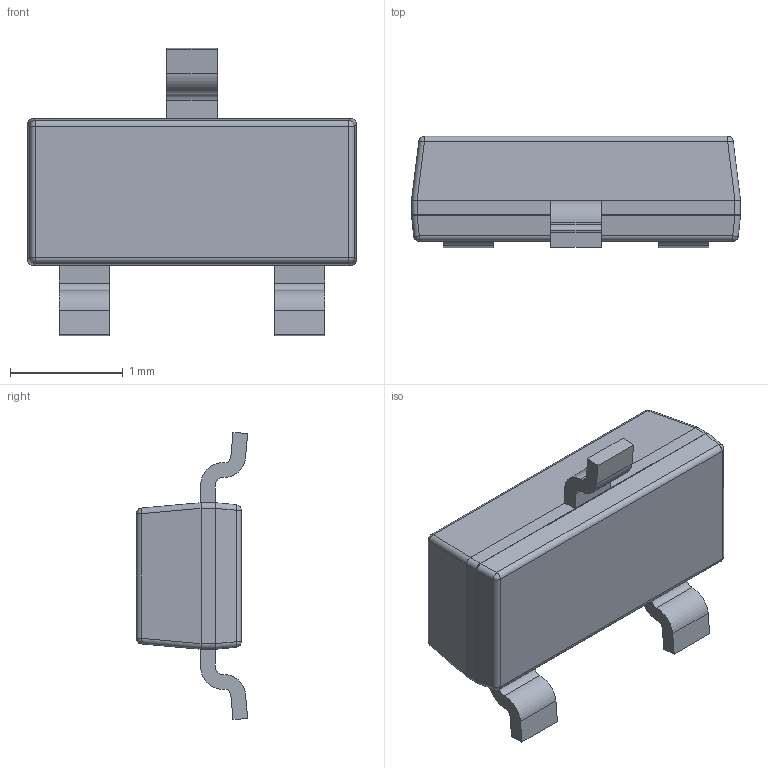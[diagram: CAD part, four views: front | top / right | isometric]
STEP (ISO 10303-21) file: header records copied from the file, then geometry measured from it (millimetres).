
FILE_DESCRIPTION (( 'STEP AP214' ), '1' );
FILE_NAME ('User Library-SOT-23-1.STEP', '2010-10-19T03:03:06', ( 'sysAdmin' ), ( 'SolidWorks' ), 'SwSTEP 2.0', 'SolidWorks 2010', '' );
FILE_SCHEMA (( 'AUTOMOTIVE_DESIGN' ));
Length unit declared in the file: millimetre
Products named in the file (6): User Library-SOT-23-1_4_1; User Library-SOT-23-1_3_1; User Library-SOT-23-1_2_1; User Library-SOT-23-1_5_1; User Library-SOT-23-1_1_1; User Library-SOT-23-1
Assembly tree (5 placements, depth 2):
  User Library-SOT-23-1
    User Library-SOT-23-1_3_1
    User Library-SOT-23-1_1_1
    User Library-SOT-23-1_4_1
    User Library-SOT-23-1_5_1
    User Library-SOT-23-1_2_1
Bounding box: 2.92 x 0.99 x 2.55 mm (x, y, z)
Volume: 3.5 mm3; surface area: 24.9 mm2
Topology: 5 solids, 5 shells, 91 faces, 235 edges, 146 vertices
Faces by surface type: plane 40, cylinder 39, bspline 12
Entity records: 4323 total; most frequent: CARTESIAN_POINT 973, ORIENTED_EDGE 454, DIRECTION 431, EDGE_CURVE 227, AXIS2_PLACEMENT_3D 153, VERTEX_POINT 146, VECTOR 125, LINE 125
